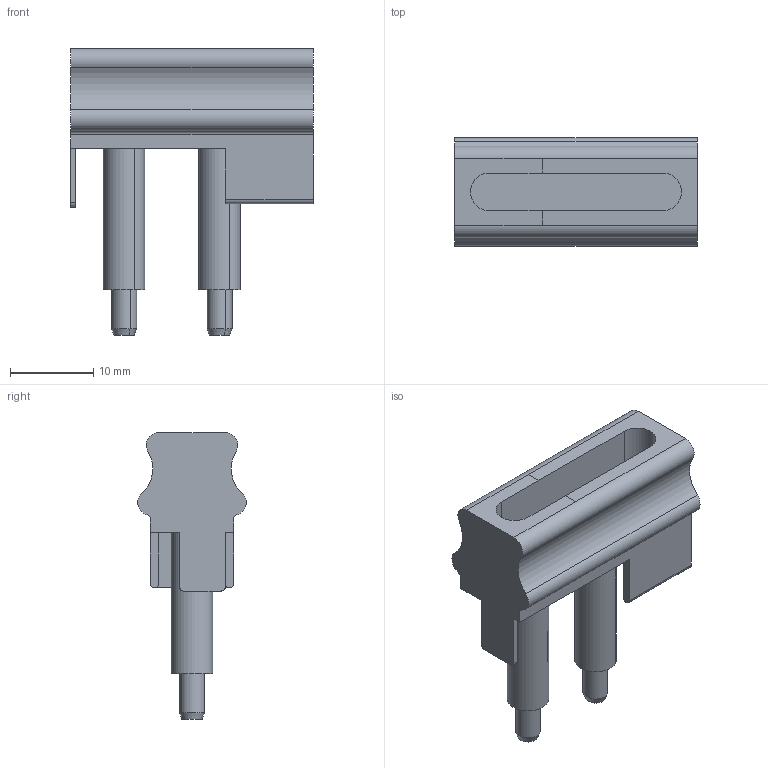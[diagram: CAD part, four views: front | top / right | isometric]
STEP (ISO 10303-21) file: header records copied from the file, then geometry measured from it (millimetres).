
FILE_DESCRIPTION(('CATIA V5 STEP Exchange','CAx-IF Rec.Pracs.--- Model Styling and Organization---1.4--- 2014-01-23'),'2;1');
FILE_NAME ('005572-2_2', '2022-09-23T05:47:50+00:00', ('none'), ('Weidmueller'), 'CATIA Version 5-6 Release 2016 SP3 HF44', 'CATIA V5 STEP AP214', 'none');
FILE_SCHEMA(('AUTOMOTIVE_DESIGN { 1 0 10303 214 1 1 1 1 }'));
Length unit declared in the file: millimetre
Products named in the file (1): WQV 16N-10
Bounding box: 29.1 x 13 x 34.4 mm (x, y, z)
Volume: 4313.8 mm3; surface area: 4981.7 mm2
Topology: 9 solids, 9 shells, 132 faces, 304 edges, 192 vertices
Faces by surface type: plane 58, cylinder 46, cone 28
Entity records: 3502 total; most frequent: CARTESIAN_POINT 619, ORIENTED_EDGE 608, DIRECTION 492, EDGE_CURVE 304, AXIS2_PLACEMENT_3D 225, VERTEX_POINT 192, VECTOR 170, LINE 170
